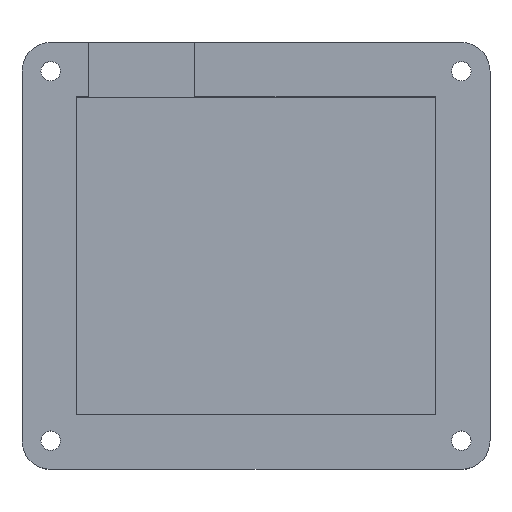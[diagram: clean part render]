
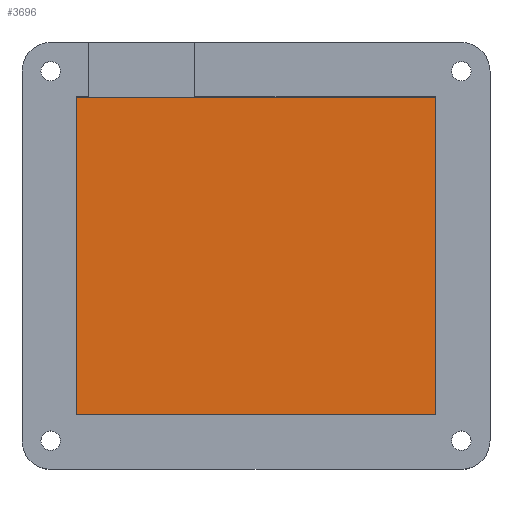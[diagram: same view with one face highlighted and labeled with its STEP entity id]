
A CAD part, top view. The second image highlights one B-rep face of the part: STEP entity #3696.
In plain terms, the highlighted planar face has unit normal (0, 0, 1).
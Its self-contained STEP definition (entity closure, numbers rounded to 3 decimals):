
#587=FACE_OUTER_BOUND('',#805,.T.);
#805=EDGE_LOOP('',(#3370,#3371,#3372,#3373));
#1115=LINE('',#7295,#1419);
#1117=LINE('',#7299,#1421);
#1118=LINE('',#7301,#1422);
#1119=LINE('',#7302,#1423);
#1419=VECTOR('',#4314,10.);
#1421=VECTOR('',#4318,10.);
#1422=VECTOR('',#4319,10.);
#1423=VECTOR('',#4320,10.);
#1786=VERTEX_POINT('',#7292);
#1787=VERTEX_POINT('',#7294);
#1788=VERTEX_POINT('',#7298);
#1789=VERTEX_POINT('',#7300);
#2321=EDGE_CURVE('',#1786,#1787,#1115,.T.);
#2323=EDGE_CURVE('',#1788,#1786,#1117,.T.);
#2324=EDGE_CURVE('',#1789,#1788,#1118,.T.);
#2325=EDGE_CURVE('',#1787,#1789,#1119,.T.);
#3370=ORIENTED_EDGE('',*,*,#2323,.F.);
#3371=ORIENTED_EDGE('',*,*,#2324,.F.);
#3372=ORIENTED_EDGE('',*,*,#2325,.F.);
#3373=ORIENTED_EDGE('',*,*,#2321,.F.);
#3505=PLANE('',#3817);
#3696=ADVANCED_FACE('',(#587),#3505,.T.);
#3817=AXIS2_PLACEMENT_3D('',#7297,#4316,#4317);
#4314=DIRECTION('',(1.,0.,0.));
#4316=DIRECTION('center_axis',(0.,0.,1.));
#4317=DIRECTION('ref_axis',(1.,0.,0.));
#4318=DIRECTION('',(0.,1.,0.));
#4319=DIRECTION('',(-1.,0.,0.));
#4320=DIRECTION('',(0.,-1.,0.));
#7292=CARTESIAN_POINT('',(0.,55.5,3.));
#7294=CARTESIAN_POINT('',(62.7,55.5,3.));
#7295=CARTESIAN_POINT('',(15.675,55.5,3.));
#7297=CARTESIAN_POINT('Origin',(31.35,27.75,3.));
#7298=CARTESIAN_POINT('',(0.,0.,3.));
#7299=CARTESIAN_POINT('',(0.,13.875,3.));
#7300=CARTESIAN_POINT('',(62.7,0.,3.));
#7301=CARTESIAN_POINT('',(47.025,0.,3.));
#7302=CARTESIAN_POINT('',(62.7,41.625,3.));
